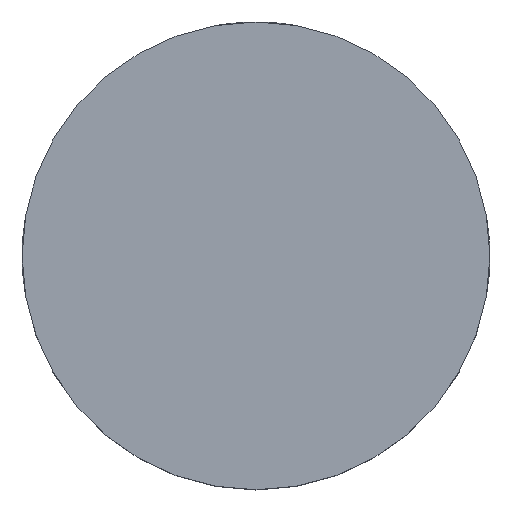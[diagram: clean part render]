
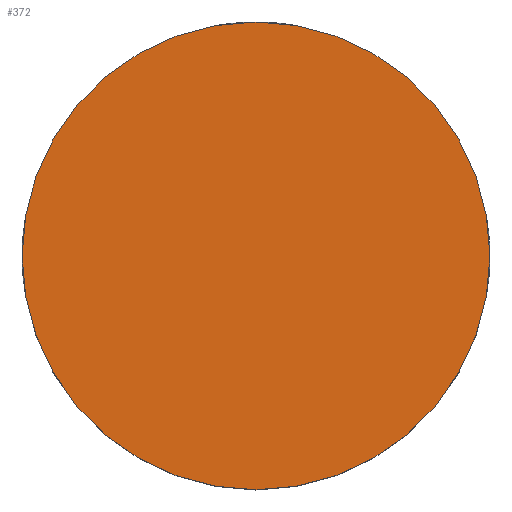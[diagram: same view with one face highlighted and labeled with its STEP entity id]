
A CAD part, top view. The second image highlights one B-rep face of the part: STEP entity #372.
In plain terms, the highlighted planar face has unit normal (0, 0, 1).
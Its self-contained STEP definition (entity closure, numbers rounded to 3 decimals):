
#372=ADVANCED_FACE('',(#906),#908,.T.);
#906=FACE_BOUND('',#907,.T.);
#907=EDGE_LOOP('',(#1335));
#908=PLANE('',#909);
#909=AXIS2_PLACEMENT_3D('',#910,#911,#912);
#910=CARTESIAN_POINT('',(0.,0.,17.6));
#911=DIRECTION('',(0.,0.,1.));
#912=DIRECTION('',(0.,-1.,0.));
#1335=ORIENTED_EDGE('',*,*,#1489,.T.);
#1489=EDGE_CURVE('',#1693,#1693,#1694,.T.);
#1693=VERTEX_POINT('',#2955);
#1694=CIRCLE('',#2956,32.5);
#2955=CARTESIAN_POINT('',(-32.5,0.,17.6));
#2956=AXIS2_PLACEMENT_3D('',#2957,#2958,#2959);
#2957=CARTESIAN_POINT('',(0.,0.,17.6));
#2958=DIRECTION('',(0.,0.,1.));
#2959=DIRECTION('',(0.,-1.,0.));
